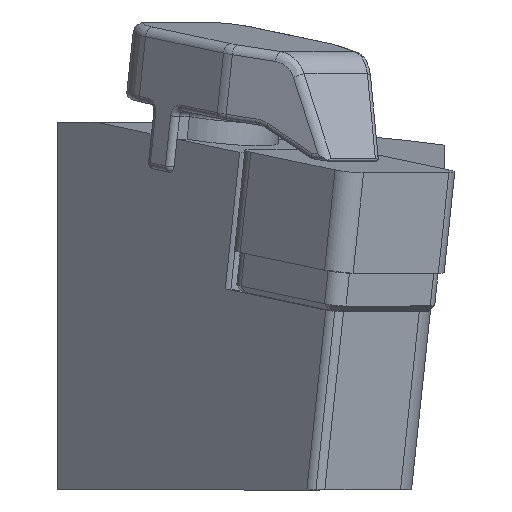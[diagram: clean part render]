
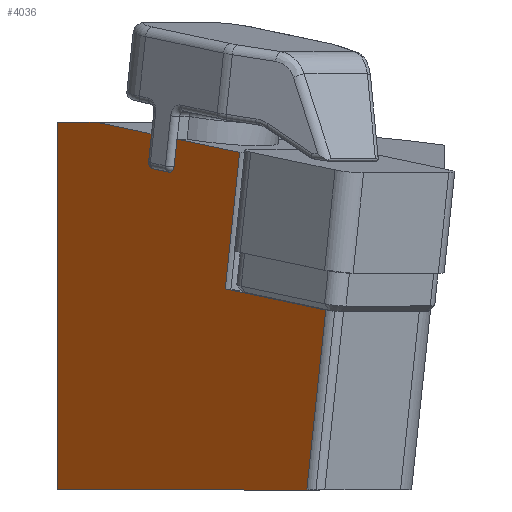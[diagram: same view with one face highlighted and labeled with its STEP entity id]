
A CAD part, left-side view. The second image highlights one B-rep face of the part: STEP entity #4036.
In plain terms, the highlighted planar face has unit normal (-0.707, 0.707, 0).
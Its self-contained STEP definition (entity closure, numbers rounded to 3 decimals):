
#67 = VERTEX_POINT ( 'NONE', #2299 ) ;
#177 = EDGE_CURVE ( 'NONE', #1044, #7388, #868, .T. ) ;
#194 = DIRECTION ( 'NONE',  ( 0.707, -0.707, 0. ) ) ;
#232 = CIRCLE ( 'NONE', #6022, 0.499 ) ;
#285 = DIRECTION ( 'NONE',  ( 0.699, 0.699, 0.147 ) ) ;
#286 = VECTOR ( 'NONE', #294, 1000. ) ;
#294 = DIRECTION ( 'NONE',  ( 0.707, 0.707, 0. ) ) ;
#410 = EDGE_CURVE ( 'NONE', #6538, #7388, #6864, .T. ) ;
#413 = CARTESIAN_POINT ( 'NONE',  ( 23.938, 0., 4. ) ) ;
#495 = EDGE_CURVE ( 'NONE', #4656, #5208, #3143, .T. ) ;
#572 = CIRCLE ( 'NONE', #2496, 0.499 ) ;
#668 = VERTEX_POINT ( 'NONE', #2317 ) ;
#763 = AXIS2_PLACEMENT_3D ( 'NONE', #2120, #6640, #4720 ) ;
#802 = DIRECTION ( 'NONE',  ( 0.105, 0.104, -0.989 ) ) ;
#804 = ORIENTED_EDGE ( 'NONE', *, *, #6239, .T. ) ;
#815 = CARTESIAN_POINT ( 'NONE',  ( 16.321, -7.619, 0.312 ) ) ;
#868 = LINE ( 'NONE', #5713, #6684 ) ;
#1044 = VERTEX_POINT ( 'NONE', #3500 ) ;
#1060 = CARTESIAN_POINT ( 'NONE',  ( 15.529, -8.411, 0.144 ) ) ;
#1102 =( BOUNDED_CURVE ( )  B_SPLINE_CURVE ( 3, ( #3585, #1060, #8024, #2928 ),
 .UNSPECIFIED., .F., .F. ) 
 B_SPLINE_CURVE_WITH_KNOTS ( ( 4, 4 ),
 ( 1.627, 1.645 ),
 .UNSPECIFIED. ) 
 CURVE ( )  GEOMETRIC_REPRESENTATION_ITEM ( )  RATIONAL_B_SPLINE_CURVE ( ( 1., 1., 1., 1. ) ) 
 REPRESENTATION_ITEM ( '' )  );
#1109 = VECTOR ( 'NONE', #6174, 1000. ) ;
#1132 = LINE ( 'NONE', #5781, #5980 ) ;
#1207 = DIRECTION ( 'NONE',  ( 0.105, 0.104, -0.989 ) ) ;
#1640 = CARTESIAN_POINT ( 'NONE',  ( 15.08, -8.86, 0.554 ) ) ;
#1650 = VECTOR ( 'NONE', #4735, 1000. ) ;
#1666 = ORIENTED_EDGE ( 'NONE', *, *, #1788, .T. ) ;
#1718 = VECTOR ( 'NONE', #285, 1000. ) ;
#1788 = EDGE_CURVE ( 'NONE', #668, #6396, #5195, .T. ) ;
#1871 = EDGE_LOOP ( 'NONE', ( #5159, #5065, #4533, #3492, #2628, #5057, #1666, #4732, #2852, #4256, #804, #3162, #6146 ) ) ;
#1899 = VERTEX_POINT ( 'NONE', #7450 ) ;
#1911 = LINE ( 'NONE', #7973, #4936 ) ;
#2070 = CARTESIAN_POINT ( 'NONE',  ( 9.562, -14.377, 1.616 ) ) ;
#2084 = CARTESIAN_POINT ( 'NONE',  ( 8.82, -15.115, 8.638 ) ) ;
#2120 = CARTESIAN_POINT ( 'NONE',  ( 0.237, -23.569, 232.526 ) ) ;
#2159 = DIRECTION ( 'NONE',  ( 0.707, 0.707, 0. ) ) ;
#2166 = EDGE_CURVE ( 'NONE', #5253, #4686, #232, .T. ) ;
#2238 = CARTESIAN_POINT ( 'NONE',  ( 16.617, -7.322, 0.878 ) ) ;
#2299 = CARTESIAN_POINT ( 'NONE',  ( 14.731, -9.209, 0.481 ) ) ;
#2317 = CARTESIAN_POINT ( 'NONE',  ( 20.873, -3.065, 4. ) ) ;
#2373 = EDGE_CURVE ( 'NONE', #6014, #668, #1911, .T. ) ;
#2496 = AXIS2_PLACEMENT_3D ( 'NONE', #1640, #6779, #5514 ) ;
#2628 = ORIENTED_EDGE ( 'NONE', *, *, #5603, .F. ) ;
#2786 = VERTEX_POINT ( 'NONE', #7969 ) ;
#2852 = ORIENTED_EDGE ( 'NONE', *, *, #177, .T. ) ;
#2888 = CARTESIAN_POINT ( 'NONE',  ( 11.968, -11.969, 4. ) ) ;
#2928 = CARTESIAN_POINT ( 'NONE',  ( 16.321, -7.619, 0.312 ) ) ;
#3143 = LINE ( 'NONE', #2084, #1650 ) ;
#3162 = ORIENTED_EDGE ( 'NONE', *, *, #495, .T. ) ;
#3252 = VECTOR ( 'NONE', #802, 1000. ) ;
#3370 = LINE ( 'NONE', #5630, #3674 ) ;
#3492 = ORIENTED_EDGE ( 'NONE', *, *, #2166, .T. ) ;
#3500 = CARTESIAN_POINT ( 'NONE',  ( 23.955, 0., -25. ) ) ;
#3585 = CARTESIAN_POINT ( 'NONE',  ( 15.132, -8.808, 0.061 ) ) ;
#3674 = VECTOR ( 'NONE', #6865, 1000. ) ;
#3675 = VECTOR ( 'NONE', #6224, 1000. ) ;
#3754 = FACE_OUTER_BOUND ( 'NONE', #1871, .T. ) ;
#3837 = EDGE_CURVE ( 'NONE', #67, #1899, #572, .T. ) ;
#3906 = CARTESIAN_POINT ( 'NONE',  ( 10.699, -13.246, -9.145 ) ) ;
#4036 = ADVANCED_FACE ( 'NONE', ( #3754 ), #6612, .F. ) ;
#4137 = CARTESIAN_POINT ( 'NONE',  ( -22.43, -46.237, 227.748 ) ) ;
#4256 = ORIENTED_EDGE ( 'NONE', *, *, #410, .F. ) ;
#4533 = ORIENTED_EDGE ( 'NONE', *, *, #7313, .T. ) ;
#4656 = VERTEX_POINT ( 'NONE', #3906 ) ;
#4678 = CARTESIAN_POINT ( 'NONE',  ( 16.269, -7.671, 0.805 ) ) ;
#4686 = VERTEX_POINT ( 'NONE', #2238 ) ;
#4720 = DIRECTION ( 'NONE',  ( 0.707, 0.707, 0. ) ) ;
#4732 = ORIENTED_EDGE ( 'NONE', *, *, #7418, .T. ) ;
#4735 = DIRECTION ( 'NONE',  ( -0.105, -0.104, 0.989 ) ) ;
#4763 = EDGE_CURVE ( 'NONE', #67, #2786, #8023, .T. ) ;
#4936 = VECTOR ( 'NONE', #8209, 1000. ) ;
#4982 = CARTESIAN_POINT ( 'NONE',  ( 23.955, 0., -25.072 ) ) ;
#5057 = ORIENTED_EDGE ( 'NONE', *, *, #2373, .T. ) ;
#5065 = ORIENTED_EDGE ( 'NONE', *, *, #3837, .T. ) ;
#5159 = ORIENTED_EDGE ( 'NONE', *, *, #4763, .F. ) ;
#5195 = LINE ( 'NONE', #2888, #286 ) ;
#5208 = VERTEX_POINT ( 'NONE', #2070 ) ;
#5253 = VERTEX_POINT ( 'NONE', #815 ) ;
#5385 = LINE ( 'NONE', #4982, #3675 ) ;
#5514 = DIRECTION ( 'NONE',  ( 0.707, 0.707, 0. ) ) ;
#5603 = EDGE_CURVE ( 'NONE', #6014, #4686, #1132, .T. ) ;
#5630 = CARTESIAN_POINT ( 'NONE',  ( 11.751, -12.188, 2.077 ) ) ;
#5713 = CARTESIAN_POINT ( 'NONE',  ( 11.977, -11.977, -25. ) ) ;
#5781 = CARTESIAN_POINT ( 'NONE',  ( 17.14, -6.802, -4.067 ) ) ;
#5868 = CARTESIAN_POINT ( 'NONE',  ( 16.387, -7.551, 3.054 ) ) ;
#5980 = VECTOR ( 'NONE', #1207, 1000. ) ;
#6014 = VERTEX_POINT ( 'NONE', #5868 ) ;
#6022 = AXIS2_PLACEMENT_3D ( 'NONE', #4678, #194, #2159 ) ;
#6146 = ORIENTED_EDGE ( 'NONE', *, *, #6734, .T. ) ;
#6174 = DIRECTION ( 'NONE',  ( -0.105, -0.104, 0.989 ) ) ;
#6224 = DIRECTION ( 'NONE',  ( 0.001, 0., -1. ) ) ;
#6239 = EDGE_CURVE ( 'NONE', #6538, #4656, #8029, .T. ) ;
#6396 = VERTEX_POINT ( 'NONE', #413 ) ;
#6538 = VERTEX_POINT ( 'NONE', #6637 ) ;
#6612 = PLANE ( 'NONE',  #763 ) ;
#6637 = CARTESIAN_POINT ( 'NONE',  ( 2.782, -21.163, -10.814 ) ) ;
#6640 = DIRECTION ( 'NONE',  ( 0.707, -0.707, 0. ) ) ;
#6684 = VECTOR ( 'NONE', #6974, 1000. ) ;
#6734 = EDGE_CURVE ( 'NONE', #5208, #2786, #3370, .T. ) ;
#6779 = DIRECTION ( 'NONE',  ( 0.707, -0.707, 0. ) ) ;
#6864 = LINE ( 'NONE', #4137, #3252 ) ;
#6865 = DIRECTION ( 'NONE',  ( 0.699, 0.699, 0.147 ) ) ;
#6889 = CARTESIAN_POINT ( 'NONE',  ( 15.253, -8.689, -4.465 ) ) ;
#6933 = CARTESIAN_POINT ( 'NONE',  ( 4.281, -19.672, -25. ) ) ;
#6974 = DIRECTION ( 'NONE',  ( -0.707, -0.707, 0. ) ) ;
#7313 = EDGE_CURVE ( 'NONE', #1899, #5253, #1102, .T. ) ;
#7388 = VERTEX_POINT ( 'NONE', #6933 ) ;
#7418 = EDGE_CURVE ( 'NONE', #6396, #1044, #5385, .T. ) ;
#7450 = CARTESIAN_POINT ( 'NONE',  ( 15.132, -8.808, 0.061 ) ) ;
#7917 = CARTESIAN_POINT ( 'NONE',  ( 25.449, 1.505, -6.036 ) ) ;
#7969 = CARTESIAN_POINT ( 'NONE',  ( 14.501, -9.438, 2.657 ) ) ;
#7973 = CARTESIAN_POINT ( 'NONE',  ( 11.751, -12.188, 2.077 ) ) ;
#8023 = LINE ( 'NONE', #6889, #1109 ) ;
#8024 = CARTESIAN_POINT ( 'NONE',  ( 15.925, -8.015, 0.228 ) ) ;
#8029 = LINE ( 'NONE', #7917, #1718 ) ;
#8209 = DIRECTION ( 'NONE',  ( 0.699, 0.699, 0.147 ) ) ;
